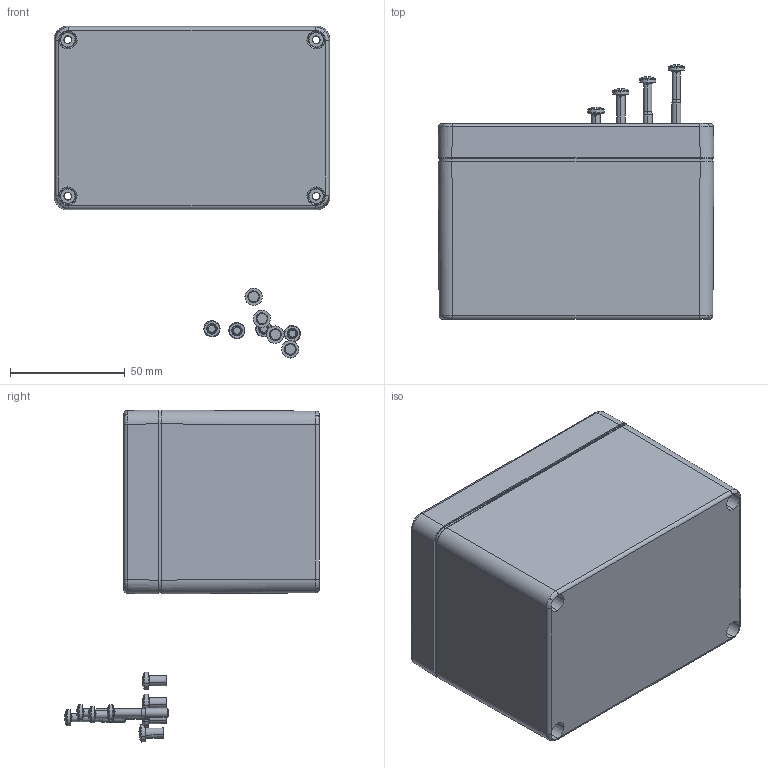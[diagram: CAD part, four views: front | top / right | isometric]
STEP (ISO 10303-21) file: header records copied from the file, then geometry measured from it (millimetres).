
FILE_DESCRIPTION(('FreeCAD Model'),'2;1');
FILE_NAME('1208085.STEP', '2026-03-24T15:23:29',('Author'),(''), 'Open CASCADE STEP processor 7.3','FreeCAD','Unknown');
FILE_SCHEMA(('AUTOMOTIVE_DESIGN { 1 0 10303 214 1 1 1 1 }'));
Length unit declared in the file: millimetre
Products named in the file (9): 1208085; 32092_Standard; 31921_Standard001; 31090-Einpressbuchse_Standard003; 31921_Standard; 82002_Dichtung_eingebaut; 51005_Standard; 93214_WN1442_D4,5x7,011; 5200.009.0_Standard003
Assembly tree (17 placements, depth 3):
  1208085
    32092_Standard
    31921_Standard001
      31090-Einpressbuchse_Standard003  x4
      31921_Standard
    82002_Dichtung_eingebaut
    51005_Standard
      93214_WN1442_D4,5x7,011  x4
      5200.009.0_Standard003  x4
Bounding box: 120 x 110.77 x 144.38 mm (x, y, z)
Volume: 164717.2 mm3; surface area: 127256 mm2
Topology: 15 solids, 15 shells, 1572 faces, 3880 edges, 2370 vertices
Faces by surface type: plane 609, bspline 326, cylinder 291, cone 194, torus 136, revolution 8, sphere 8
Entity records: 47757 total; most frequent: CARTESIAN_POINT 22817, ORIENTED_EDGE 5504, DIRECTION 4470, EDGE_CURVE 2752, AXIS2_PLACEMENT_3D 1676, VERTEX_POINT 1656, FACE_BOUND 1202, EDGE_LOOP 1202
